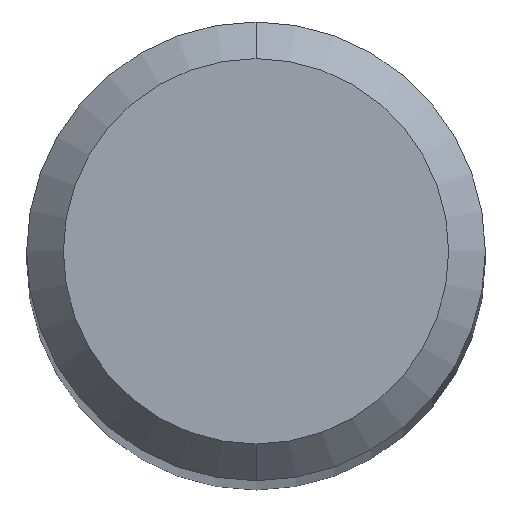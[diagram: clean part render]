
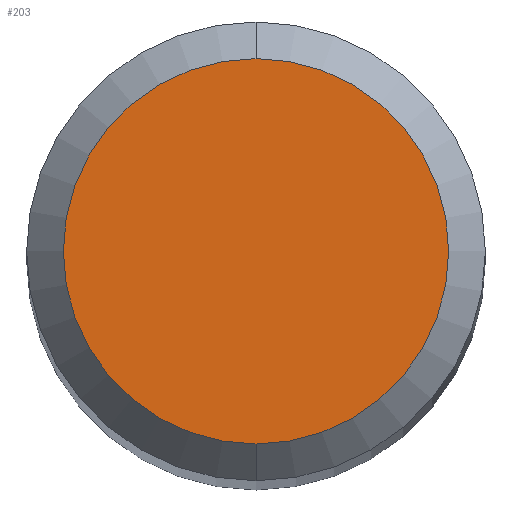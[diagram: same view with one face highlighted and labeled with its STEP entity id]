
A CAD part, top view. The second image highlights one B-rep face of the part: STEP entity #203.
In plain terms, the highlighted planar face has unit normal (0, 0, 1).
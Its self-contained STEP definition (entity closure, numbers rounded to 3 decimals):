
#161=EDGE_CURVE('',#173,#219,#380,.T.);
#173=VERTEX_POINT('',#394);
#201=EDGE_CURVE('',#219,#173,#426,.T.);
#203=ADVANCED_FACE('',(#428),#429,.T.);
#219=VERTEX_POINT('',#446);
#380=CIRCLE('',#622,1.05);
#394=CARTESIAN_POINT('',(0.,-1.05,0.0));
#426=CIRCLE('',#682,1.05);
#428=FACE_OUTER_BOUND('',#684,.T.);
#429=PLANE('',#685);
#446=CARTESIAN_POINT('',(0.0,1.05,0.0));
#622=AXIS2_PLACEMENT_3D('',#909,#910,#911);
#682=AXIS2_PLACEMENT_3D('',#971,#972,#973);
#684=EDGE_LOOP('',(#975,#976));
#685=AXIS2_PLACEMENT_3D('',#977,#978,#979);
#909=CARTESIAN_POINT('',(0.0,0.0,0.0));
#910=DIRECTION('',(0.0,0.0,-1.0));
#911=DIRECTION('',(0.0,1.0,0.0));
#971=CARTESIAN_POINT('',(0.0,0.0,0.0));
#972=DIRECTION('',(0.0,0.0,-1.0));
#973=DIRECTION('',(0.0,1.0,0.0));
#975=ORIENTED_EDGE('',*,*,#201,.F.);
#976=ORIENTED_EDGE('',*,*,#161,.F.);
#977=CARTESIAN_POINT('',(0.0,0.525,0.0));
#978=DIRECTION('',(-0.0,0.0,1.0));
#979=DIRECTION('',(0.0,-1.0,0.0));
